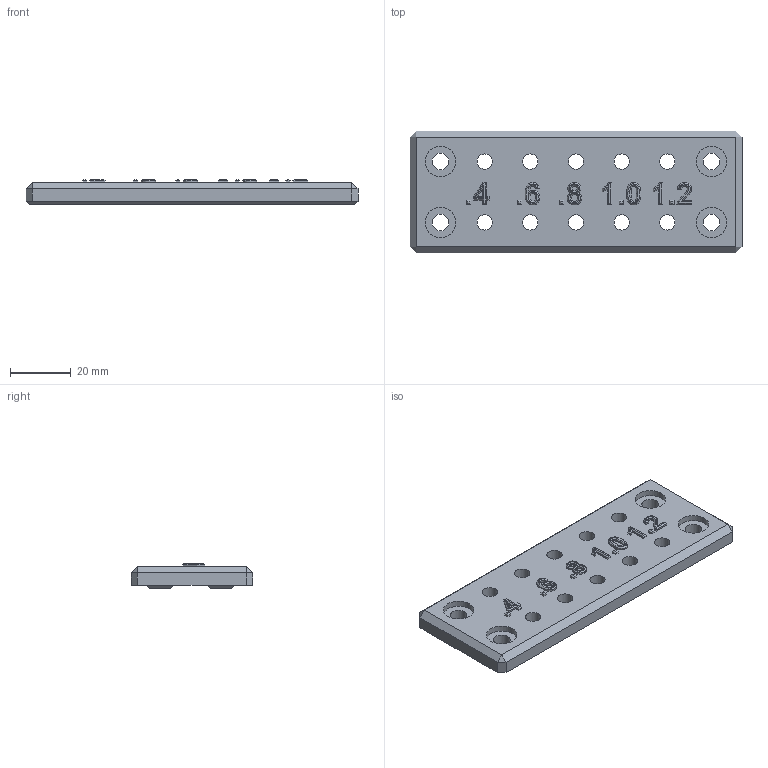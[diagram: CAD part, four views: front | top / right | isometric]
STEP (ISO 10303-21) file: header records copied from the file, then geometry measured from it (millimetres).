
FILE_DESCRIPTION(/* description */ (''),/* implementation_level */ '2;1');
FILE_NAME(/* name */ '1-Nozzle Holder v5.step',/* time_stamp */ '2019-09-14T12:45:21-04:00',/* author */ (''),/* organization */ (''),/* preprocessor_version */ 'ST-DEVELOPER v18',/* originating_system */ 'Autodesk Translation Framework v8.6.0.1094',/* authorisation */ '');
FILE_SCHEMA (('AUTOMOTIVE_DESIGN { 1 0 10303 214 3 1 1 }'));
Length unit declared in the file: millimetre
Products named in the file (1): 1-Nozzle Holder
Bounding box: 109 x 40 x 8.1 mm (x, y, z)
Volume: 25310 mm3; surface area: 11649.3 mm2
Topology: 1 solids, 1 shells, 363 faces, 856 edges, 515 vertices
Faces by surface type: bspline 196, plane 149, cylinder 18
Full cylindrical faces by diameter (mm): 5 x10, 5.5 x4, 10 x4
Entity records: 15225 total; most frequent: CARTESIAN_POINT 8246, ORIENTED_EDGE 1712, EDGE_CURVE 856, DIRECTION 826, VERTEX_POINT 515, LINE 418, VECTOR 418, EDGE_LOOP 411
